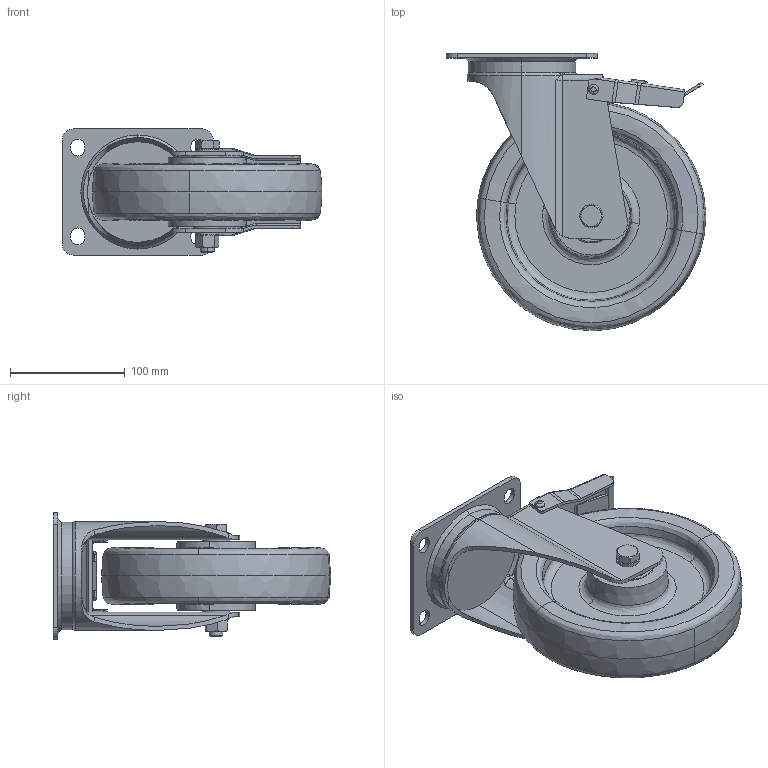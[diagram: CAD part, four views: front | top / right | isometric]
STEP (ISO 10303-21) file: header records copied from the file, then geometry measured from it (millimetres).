
FILE_DESCRIPTION (( 'STEP AP214' ), '1' );
FILE_NAME ('0029863_L-MV-PAM-200-K-3-DSN_(A-03).step', '2019-10-11T09:35:22', ( '' ), ( '' ), 'SwSTEP 2.0', 'SolidWorks 2018', '' );
FILE_SCHEMA (( 'AUTOMOTIVE_DESIGN' ));
Length unit declared in the file: millimetre
Products named in the file (1): 0029863_L-MV-PAM-200-K-3-DSN_(A-03)
Bounding box: 226.49 x 241.99 x 110 mm (x, y, z)
Volume: 1288122.4 mm3; surface area: 256516 mm2
Topology: 12 solids, 16 shells, 449 faces, 1042 edges, 640 vertices
Faces by surface type: cylinder 161, plane 142, torus 60, cone 54, bspline 32
Entity records: 19776 total; most frequent: CARTESIAN_POINT 4358, DIRECTION 2284, ORIENTED_EDGE 2076, EDGE_CURVE 1038, AXIS2_PLACEMENT_3D 932, VERTEX_POINT 640, CIRCLE 514, EDGE_LOOP 510
